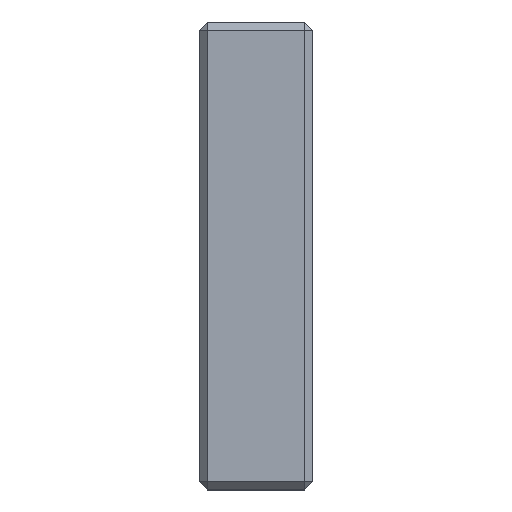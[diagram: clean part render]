
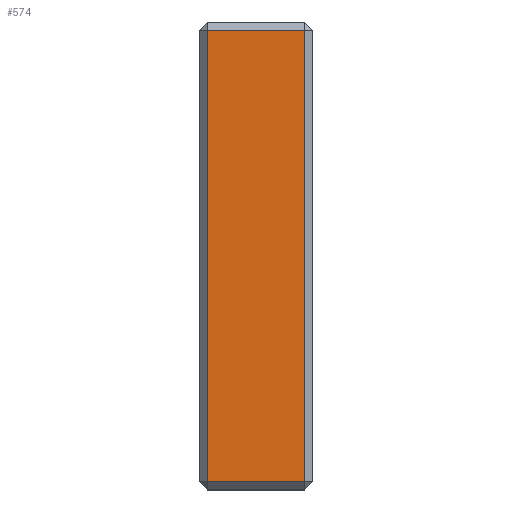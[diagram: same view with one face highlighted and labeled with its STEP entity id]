
A CAD part, left-side view. The second image highlights one B-rep face of the part: STEP entity #574.
In plain terms, the highlighted planar face has unit normal (-1, 0, 0).
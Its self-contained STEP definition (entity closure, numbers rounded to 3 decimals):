
#214 = DIRECTION ( 'NONE',  ( 0., 0., -1. ) ) ;
#236 = CARTESIAN_POINT ( 'NONE',  ( -270., 14., -55.5 ) ) ;
#250 = CARTESIAN_POINT ( 'NONE',  ( -270., 14., 55.5 ) ) ;
#437 = FACE_OUTER_BOUND ( 'NONE', #648, .T. ) ;
#464 = DIRECTION ( 'NONE',  ( 0., 1., 0. ) ) ;
#496 = VECTOR ( 'NONE', #464, 1000. ) ;
#497 = CARTESIAN_POINT ( 'NONE',  ( -270., -12., 55.5 ) ) ;
#556 = DIRECTION ( 'NONE',  ( 1., 0., 0. ) ) ;
#574 = ADVANCED_FACE ( 'NONE', ( #437 ), #1038, .F. ) ;
#640 = CARTESIAN_POINT ( 'NONE',  ( -270., -12., 57.5 ) ) ;
#648 = EDGE_LOOP ( 'NONE', ( #1593, #888, #1381, #2141 ) ) ;
#716 = LINE ( 'NONE', #640, #1447 ) ;
#888 = ORIENTED_EDGE ( 'NONE', *, *, #1747, .T. ) ;
#1008 = DIRECTION ( 'NONE',  ( 0., -1., 0. ) ) ;
#1038 = PLANE ( 'NONE',  #1947 ) ;
#1158 = EDGE_CURVE ( 'NONE', #2020, #1764, #1806, .T. ) ;
#1301 = CARTESIAN_POINT ( 'NONE',  ( -270., 12., -57.5 ) ) ;
#1381 = ORIENTED_EDGE ( 'NONE', *, *, #1158, .T. ) ;
#1391 = LINE ( 'NONE', #1301, #1997 ) ;
#1447 = VECTOR ( 'NONE', #1930, 1000. ) ;
#1532 = EDGE_CURVE ( 'NONE', #1764, #1980, #716, .T. ) ;
#1593 = ORIENTED_EDGE ( 'NONE', *, *, #2414, .T. ) ;
#1640 = CARTESIAN_POINT ( 'NONE',  ( -270., 12., -55.5 ) ) ;
#1690 = LINE ( 'NONE', #250, #496 ) ;
#1747 = EDGE_CURVE ( 'NONE', #2180, #2020, #1391, .T. ) ;
#1764 = VERTEX_POINT ( 'NONE', #2449 ) ;
#1806 = LINE ( 'NONE', #236, #1846 ) ;
#1846 = VECTOR ( 'NONE', #1008, 1000. ) ;
#1858 = DIRECTION ( 'NONE',  ( 0., 0., -1. ) ) ;
#1930 = DIRECTION ( 'NONE',  ( 0., 0., 1. ) ) ;
#1947 = AXIS2_PLACEMENT_3D ( 'NONE', #2204, #556, #214 ) ;
#1980 = VERTEX_POINT ( 'NONE', #497 ) ;
#1997 = VECTOR ( 'NONE', #1858, 1000. ) ;
#2020 = VERTEX_POINT ( 'NONE', #1640 ) ;
#2141 = ORIENTED_EDGE ( 'NONE', *, *, #1532, .T. ) ;
#2180 = VERTEX_POINT ( 'NONE', #2458 ) ;
#2204 = CARTESIAN_POINT ( 'NONE',  ( -270., 14., 57.5 ) ) ;
#2414 = EDGE_CURVE ( 'NONE', #1980, #2180, #1690, .T. ) ;
#2449 = CARTESIAN_POINT ( 'NONE',  ( -270., -12., -55.5 ) ) ;
#2458 = CARTESIAN_POINT ( 'NONE',  ( -270., 12., 55.5 ) ) ;
